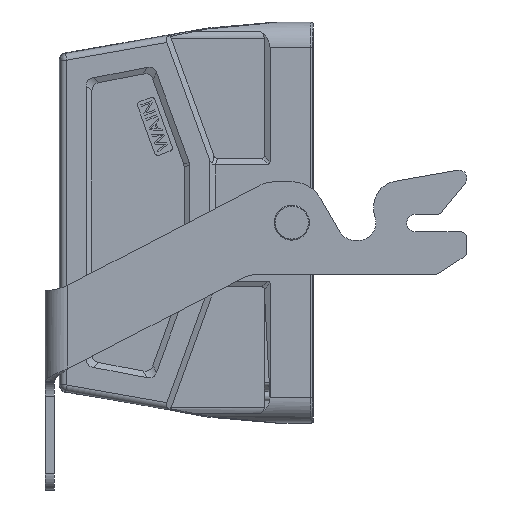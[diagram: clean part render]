
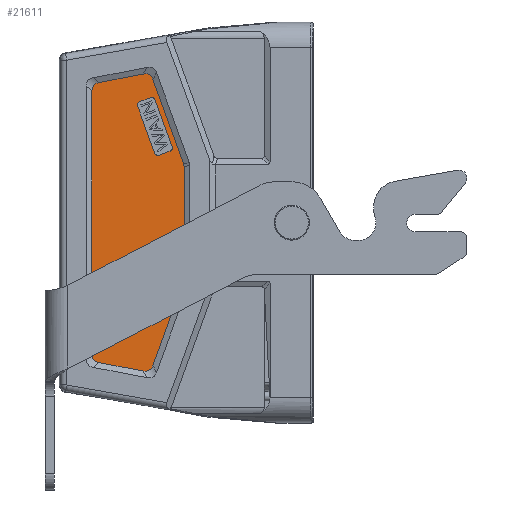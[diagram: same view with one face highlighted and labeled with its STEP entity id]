
A CAD part, left-side view. The second image highlights one B-rep face of the part: STEP entity #21611.
In plain terms, the highlighted planar face has unit normal (-1, 0, 0).
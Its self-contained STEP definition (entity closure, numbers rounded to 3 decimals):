
#7333=CARTESIAN_POINT('',(-21.5,-15.853,16.754));
#7334=CARTESIAN_POINT('',(-21.5,-15.853,17.048));
#7335=CARTESIAN_POINT('',(-21.5,-15.802,17.333));
#7336=CARTESIAN_POINT('',(-21.5,-15.702,17.609));
#7346=DIRECTION('',(0.,0.,1.));
#7347=VECTOR('',#7346,33.508);
#7348=CARTESIAN_POINT('',(-21.5,-15.853,-16.754));
#7349=LINE('',#7348,#7347);
#7359=CARTESIAN_POINT('',(-21.5,-15.702,-17.609));
#7360=CARTESIAN_POINT('',(-21.5,-15.802,-17.333));
#7361=CARTESIAN_POINT('',(-21.5,-15.853,-17.048));
#7362=CARTESIAN_POINT('',(-21.5,-15.853,-16.754));
#7368=DIRECTION('',(0.,-0.342,0.94));
#7369=VECTOR('',#7368,26.85);
#7370=CARTESIAN_POINT('',(-21.5,-6.519,-42.839));
#7371=LINE('',#7370,#7369);
#7382=CARTESIAN_POINT('',(-21.5,-3.695,-44.439));
#7383=CARTESIAN_POINT('',(-21.5,-4.393,-44.574));
#7384=CARTESIAN_POINT('',(-21.5,-5.543,-44.409));
#7385=CARTESIAN_POINT('',(-21.5,-6.275,-43.507));
#7386=CARTESIAN_POINT('',(-21.5,-6.519,-42.839));
#7392=DIRECTION('',(0.,-0.982,-0.19));
#7393=VECTOR('',#7392,13.6);
#7394=CARTESIAN_POINT('',(-21.5,9.658,-41.859));
#7395=LINE('',#7394,#7393);
#7406=CARTESIAN_POINT('',(-21.5,11.683,-39.405));
#7407=CARTESIAN_POINT('',(-21.5,11.683,-40.093));
#7408=CARTESIAN_POINT('',(-21.5,11.319,-41.167));
#7409=CARTESIAN_POINT('',(-21.5,10.333,-41.729));
#7410=CARTESIAN_POINT('',(-21.5,9.658,-41.859));
#7416=DIRECTION('',(0.,0.,-1.));
#7417=VECTOR('',#7416,78.81);
#7418=CARTESIAN_POINT('',(-21.5,11.683,39.405));
#7419=LINE('',#7418,#7417);
#7430=CARTESIAN_POINT('',(-21.5,9.658,41.859));
#7431=CARTESIAN_POINT('',(-21.5,10.333,41.729));
#7432=CARTESIAN_POINT('',(-21.5,11.319,41.167));
#7433=CARTESIAN_POINT('',(-21.5,11.683,40.093));
#7434=CARTESIAN_POINT('',(-21.5,11.683,39.405));
#7440=DIRECTION('',(0.,0.982,-0.19));
#7441=VECTOR('',#7440,13.6);
#7442=CARTESIAN_POINT('',(-21.5,-3.695,44.439));
#7443=LINE('',#7442,#7441);
#7454=CARTESIAN_POINT('',(-21.5,-6.519,42.839));
#7455=CARTESIAN_POINT('',(-21.5,-6.275,43.507));
#7456=CARTESIAN_POINT('',(-21.5,-5.543,44.409));
#7457=CARTESIAN_POINT('',(-21.5,-4.393,44.574));
#7458=CARTESIAN_POINT('',(-21.5,-3.695,44.439));
#7464=DIRECTION('',(0.,0.342,0.94));
#7465=VECTOR('',#7464,26.85);
#7466=CARTESIAN_POINT('',(-21.5,-15.702,17.609));
#7467=LINE('',#7466,#7465);
#7472=DIRECTION('',(0.,0.342,0.94));
#7473=VECTOR('',#7472,15.);
#7474=CARTESIAN_POINT('',(-21.5,-12.266,22.663));
#7475=LINE('',#7474,#7473);
#7476=CARTESIAN_POINT('',(-21.5,-6.196,36.417));
#7477=DIRECTION('',(-1.,0.,0.));
#7478=DIRECTION('',(0.,-0.94,0.342));
#7479=AXIS2_PLACEMENT_3D('',#7476,#7477,#7478);
#7481=DIRECTION('',(0.,0.94,-0.342));
#7482=VECTOR('',#7481,3.5);
#7483=CARTESIAN_POINT('',(-21.5,-5.854,37.356));
#7484=LINE('',#7483,#7482);
#7485=CARTESIAN_POINT('',(-21.5,-2.907,35.22));
#7486=DIRECTION('',(-1.,0.,0.));
#7487=DIRECTION('',(0.,0.342,0.94));
#7488=AXIS2_PLACEMENT_3D('',#7485,#7486,#7487);
#7490=CARTESIAN_POINT('',(-21.5,-2.907,35.22));
#7491=DIRECTION('',(-1.,0.,0.));
#7492=DIRECTION('',(0.,1.,0.));
#7493=AXIS2_PLACEMENT_3D('',#7490,#7491,#7492);
#7495=DIRECTION('',(0.,-0.342,-0.94));
#7496=VECTOR('',#7495,15.);
#7497=CARTESIAN_POINT('',(-21.5,-1.967,34.878));
#7498=LINE('',#7497,#7496);
#7499=CARTESIAN_POINT('',(-21.5,-8.037,21.124));
#7500=DIRECTION('',(-1.,0.,0.));
#7501=DIRECTION('',(0.,0.94,-0.342));
#7502=AXIS2_PLACEMENT_3D('',#7499,#7500,#7501);
#7504=DIRECTION('',(0.,-0.94,0.342));
#7505=VECTOR('',#7504,3.5);
#7506=CARTESIAN_POINT('',(-21.5,-8.379,20.185));
#7507=LINE('',#7506,#7505);
#7508=CARTESIAN_POINT('',(-21.5,-11.326,22.321));
#7509=DIRECTION('',(-1.,0.,0.));
#7510=DIRECTION('',(0.,-0.342,-0.94));
#7511=AXIS2_PLACEMENT_3D('',#7508,#7509,#7510);
#7513=CARTESIAN_POINT('',(-21.5,-11.326,22.321));
#7514=DIRECTION('',(-1.,0.,0.));
#7515=DIRECTION('',(0.,-1.,0.));
#7516=AXIS2_PLACEMENT_3D('',#7513,#7514,#7515);
#9629=CARTESIAN_POINT('',(-21.5,-15.853,16.754));
#9630=VERTEX_POINT('',#9629);
#9631=VERTEX_POINT('',#7336);
#9632=CARTESIAN_POINT('',(-21.5,-15.853,-16.754));
#9633=VERTEX_POINT('',#9632);
#9634=CARTESIAN_POINT('',(-21.5,-15.702,-17.609));
#9635=VERTEX_POINT('',#9634);
#9636=CARTESIAN_POINT('',(-21.5,-6.519,-42.839));
#9637=VERTEX_POINT('',#9636);
#9638=CARTESIAN_POINT('',(-21.5,-3.695,-44.439));
#9639=VERTEX_POINT('',#9638);
#9640=CARTESIAN_POINT('',(-21.5,9.658,-41.859));
#9641=VERTEX_POINT('',#9640);
#9642=CARTESIAN_POINT('',(-21.5,11.683,-39.405));
#9643=VERTEX_POINT('',#9642);
#9644=CARTESIAN_POINT('',(-21.5,11.683,39.405));
#9645=VERTEX_POINT('',#9644);
#9646=CARTESIAN_POINT('',(-21.5,9.658,41.859));
#9647=VERTEX_POINT('',#9646);
#9648=CARTESIAN_POINT('',(-21.5,-3.695,44.439));
#9649=VERTEX_POINT('',#9648);
#9650=CARTESIAN_POINT('',(-21.5,-6.519,42.839));
#9651=VERTEX_POINT('',#9650);
#9652=CARTESIAN_POINT('',(-21.5,-12.266,22.663));
#9653=CARTESIAN_POINT('',(-21.5,-7.136,36.759));
#9654=VERTEX_POINT('',#9652);
#9655=VERTEX_POINT('',#9653);
#9656=CARTESIAN_POINT('',(-21.5,-5.854,37.356));
#9657=VERTEX_POINT('',#9656);
#9658=CARTESIAN_POINT('',(-21.5,-2.565,36.159));
#9659=VERTEX_POINT('',#9658);
#9660=CARTESIAN_POINT('',(-21.5,-1.907,35.22));
#9661=VERTEX_POINT('',#9660);
#9662=CARTESIAN_POINT('',(-21.5,-1.967,34.878));
#9663=VERTEX_POINT('',#9662);
#9664=CARTESIAN_POINT('',(-21.5,-7.098,20.782));
#9665=VERTEX_POINT('',#9664);
#9666=CARTESIAN_POINT('',(-21.5,-8.379,20.185));
#9667=VERTEX_POINT('',#9666);
#9668=CARTESIAN_POINT('',(-21.5,-11.668,21.382));
#9669=VERTEX_POINT('',#9668);
#9670=CARTESIAN_POINT('',(-21.5,-12.326,22.321));
#9671=VERTEX_POINT('',#9670);
#21570=CARTESIAN_POINT('',(-21.5,-17.585,48.886));
#21571=DIRECTION('',(-1.,0.,0.));
#21572=DIRECTION('',(0.,-1.,0.));
#21573=AXIS2_PLACEMENT_3D('',#21570,#21571,#21572);
#21574=PLANE('',#21573);
#21575=ORIENTED_EDGE('',*,*,#21537,.F.);
#21576=ORIENTED_EDGE('',*,*,#21551,.F.);
#21577=ORIENTED_EDGE('',*,*,#21564,.F.);
#21578=ORIENTED_EDGE('',*,*,#21410,.F.);
#21579=ORIENTED_EDGE('',*,*,#21425,.F.);
#21580=ORIENTED_EDGE('',*,*,#21439,.F.);
#21581=ORIENTED_EDGE('',*,*,#21453,.F.);
#21582=ORIENTED_EDGE('',*,*,#21467,.F.);
#21583=ORIENTED_EDGE('',*,*,#21481,.F.);
#21584=ORIENTED_EDGE('',*,*,#21495,.F.);
#21585=ORIENTED_EDGE('',*,*,#21509,.F.);
#21586=ORIENTED_EDGE('',*,*,#21523,.F.);
#21587=EDGE_LOOP('',(#21575,#21576,#21577,#21578,#21579,#21580,#21581,#21582,
#21583,#21584,#21585,#21586));
#21588=FACE_OUTER_BOUND('',#21587,.F.);
#21590=ORIENTED_EDGE('',*,*,#21589,.T.);
#21592=ORIENTED_EDGE('',*,*,#21591,.T.);
#21594=ORIENTED_EDGE('',*,*,#21593,.T.);
#21596=ORIENTED_EDGE('',*,*,#21595,.T.);
#21598=ORIENTED_EDGE('',*,*,#21597,.T.);
#21600=ORIENTED_EDGE('',*,*,#21599,.T.);
#21602=ORIENTED_EDGE('',*,*,#21601,.T.);
#21604=ORIENTED_EDGE('',*,*,#21603,.T.);
#21606=ORIENTED_EDGE('',*,*,#21605,.T.);
#21608=ORIENTED_EDGE('',*,*,#21607,.T.);
#21609=EDGE_LOOP('',(#21590,#21592,#21594,#21596,#21598,#21600,#21602,#21604,
#21606,#21608));
#21610=FACE_BOUND('',#21609,.F.);
#21611=ADVANCED_FACE('',(#21588,#21610),#21574,.T.);
#7337=B_SPLINE_CURVE_WITH_KNOTS('',3,(#7333,#7334,#7335,#7336),.UNSPECIFIED.,
.F.,.F.,(4,4),(0.,1.),.UNSPECIFIED.);
#7363=B_SPLINE_CURVE_WITH_KNOTS('',3,(#7359,#7360,#7361,#7362),.UNSPECIFIED.,
.F.,.F.,(4,4),(0.,1.),.UNSPECIFIED.);
#7387=B_SPLINE_CURVE_WITH_KNOTS('',3,(#7382,#7383,#7384,#7385,#7386),
.UNSPECIFIED.,.F.,.F.,(4,1,4),(0.,0.5,1.),.UNSPECIFIED.);
#7411=B_SPLINE_CURVE_WITH_KNOTS('',3,(#7406,#7407,#7408,#7409,#7410),
.UNSPECIFIED.,.F.,.F.,(4,1,4),(0.,0.5,1.),.UNSPECIFIED.);
#7435=B_SPLINE_CURVE_WITH_KNOTS('',3,(#7430,#7431,#7432,#7433,#7434),
.UNSPECIFIED.,.F.,.F.,(4,1,4),(0.,0.5,1.),.UNSPECIFIED.);
#7459=B_SPLINE_CURVE_WITH_KNOTS('',3,(#7454,#7455,#7456,#7457,#7458),
.UNSPECIFIED.,.F.,.F.,(4,1,4),(0.,0.5,1.),.UNSPECIFIED.);
#7480=CIRCLE('',#7479,1.);
#7489=CIRCLE('',#7488,1.);
#7494=CIRCLE('',#7493,1.);
#7503=CIRCLE('',#7502,1.);
#7512=CIRCLE('',#7511,1.);
#7517=CIRCLE('',#7516,1.);
#21410=EDGE_CURVE('',#9630,#9631,#7337,.T.);
#21425=EDGE_CURVE('',#9633,#9630,#7349,.T.);
#21439=EDGE_CURVE('',#9635,#9633,#7363,.T.);
#21453=EDGE_CURVE('',#9637,#9635,#7371,.T.);
#21467=EDGE_CURVE('',#9639,#9637,#7387,.T.);
#21481=EDGE_CURVE('',#9641,#9639,#7395,.T.);
#21495=EDGE_CURVE('',#9643,#9641,#7411,.T.);
#21509=EDGE_CURVE('',#9645,#9643,#7419,.T.);
#21523=EDGE_CURVE('',#9647,#9645,#7435,.T.);
#21537=EDGE_CURVE('',#9649,#9647,#7443,.T.);
#21551=EDGE_CURVE('',#9651,#9649,#7459,.T.);
#21564=EDGE_CURVE('',#9631,#9651,#7467,.T.);
#21589=EDGE_CURVE('',#9654,#9655,#7475,.T.);
#21591=EDGE_CURVE('',#9655,#9657,#7480,.T.);
#21593=EDGE_CURVE('',#9657,#9659,#7484,.T.);
#21595=EDGE_CURVE('',#9659,#9661,#7489,.T.);
#21597=EDGE_CURVE('',#9661,#9663,#7494,.T.);
#21599=EDGE_CURVE('',#9663,#9665,#7498,.T.);
#21601=EDGE_CURVE('',#9665,#9667,#7503,.T.);
#21603=EDGE_CURVE('',#9667,#9669,#7507,.T.);
#21605=EDGE_CURVE('',#9669,#9671,#7512,.T.);
#21607=EDGE_CURVE('',#9671,#9654,#7517,.T.);
